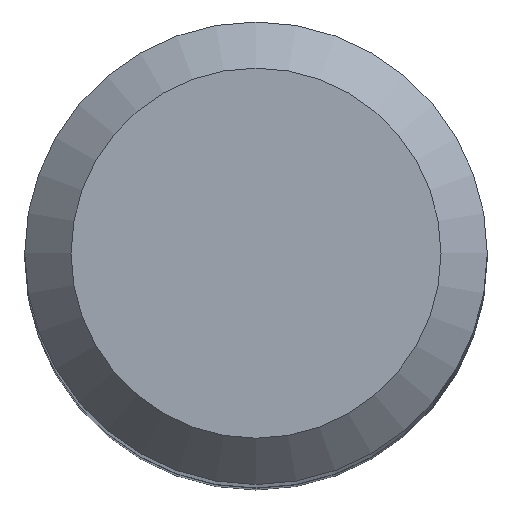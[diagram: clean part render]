
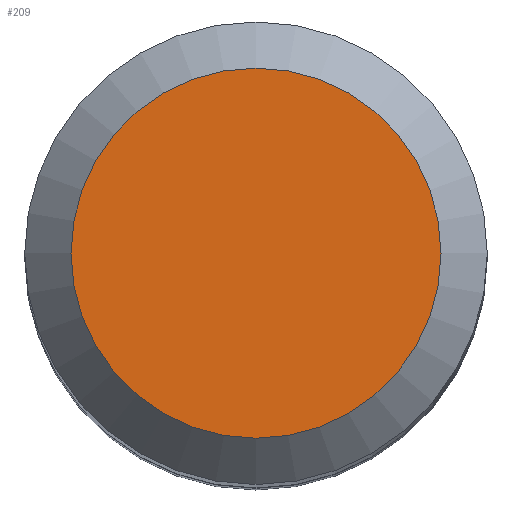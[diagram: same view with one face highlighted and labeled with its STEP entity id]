
A CAD part, top view. The second image highlights one B-rep face of the part: STEP entity #209.
In plain terms, the highlighted planar face has unit normal (0, 0, 1).
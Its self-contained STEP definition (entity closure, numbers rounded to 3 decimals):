
#41 = CIRCLE ( 'NONE', #86, 4.8 ) ;
#76 = ORIENTED_EDGE ( 'NONE', *, *, #144, .F. ) ;
#86 = AXIS2_PLACEMENT_3D ( 'NONE', #98, #194, #91 ) ;
#91 = DIRECTION ( 'NONE',  ( 0., 1., 0. ) ) ;
#98 = CARTESIAN_POINT ( 'NONE',  ( 0., 0., 83. ) ) ;
#99 = DIRECTION ( 'NONE',  ( 0., 1., 0. ) ) ;
#135 = DIRECTION ( 'NONE',  ( 0., 0., -1. ) ) ;
#144 = EDGE_CURVE ( 'NONE', #219, #219, #41, .T. ) ;
#160 = PLANE ( 'NONE',  #206 ) ;
#183 = FACE_OUTER_BOUND ( 'NONE', #200, .T. ) ;
#194 = DIRECTION ( 'NONE',  ( 0., 0., -1. ) ) ;
#200 = EDGE_LOOP ( 'NONE', ( #76 ) ) ;
#206 = AXIS2_PLACEMENT_3D ( 'NONE', #246, #135, #99 ) ;
#209 = ADVANCED_FACE ( 'NONE', ( #183 ), #160, .F. ) ;
#213 = CARTESIAN_POINT ( 'NONE',  ( 0., 4.8, 83. ) ) ;
#219 = VERTEX_POINT ( 'NONE', #213 ) ;
#246 = CARTESIAN_POINT ( 'NONE',  ( 0., 0., 83. ) ) ;
